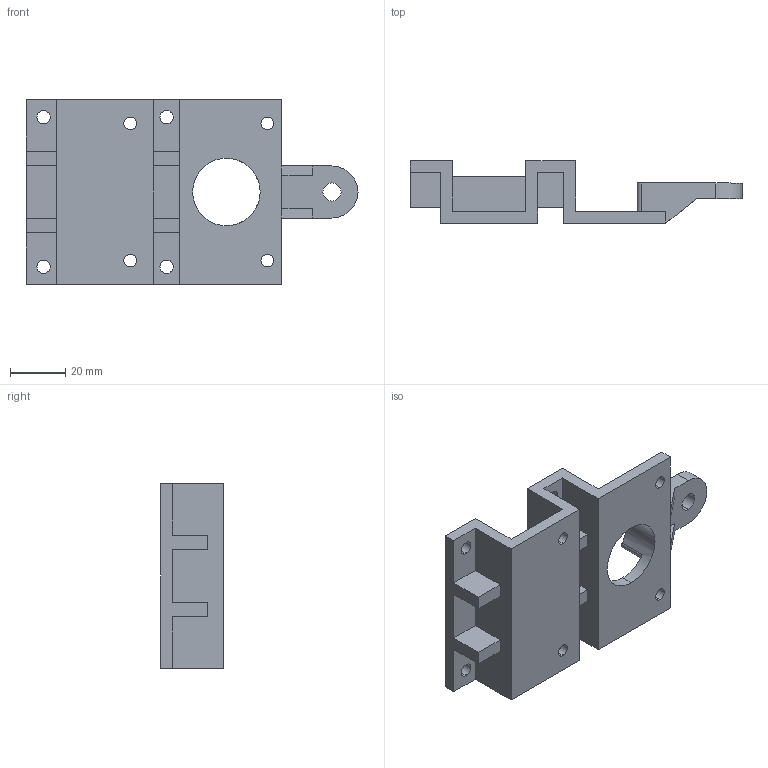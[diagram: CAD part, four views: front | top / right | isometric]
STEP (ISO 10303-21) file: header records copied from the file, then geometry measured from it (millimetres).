
FILE_DESCRIPTION (( 'STEP AP214' ), '1' );
FILE_NAME ('Pensa001_Motor_Mount.STEP', '2012-05-31T22:04:09', ( '' ), ( '' ), 'SwSTEP 2.0', 'SolidWorks 2011', '' );
FILE_SCHEMA (( 'AUTOMOTIVE_DESIGN' ));
Length unit declared in the file: inch
Products named in the file (1): Pensa001_Motor_Mount
Bounding box: 119.89 x 22.6 x 66.8 mm (x, y, z)
Volume: 50453.5 mm3; surface area: 25035.9 mm2
Topology: 1 solids, 1 shells, 75 faces, 218 edges, 144 vertices
Faces by surface type: plane 52, cylinder 23
Entity records: 2548 total; most frequent: CARTESIAN_POINT 438, ORIENTED_EDGE 436, DIRECTION 418, EDGE_CURVE 218, VECTOR 170, LINE 170, VERTEX_POINT 144, AXIS2_PLACEMENT_3D 124
